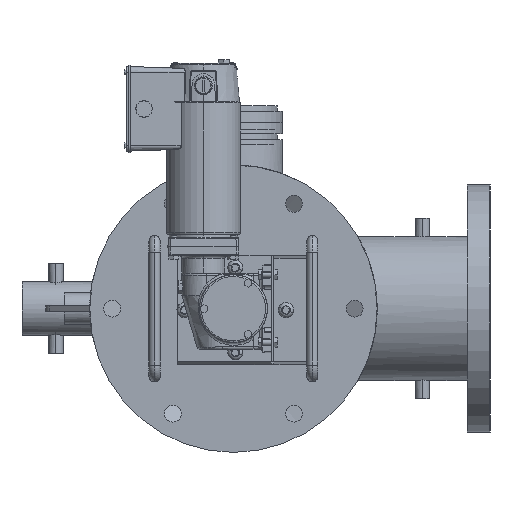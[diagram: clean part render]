
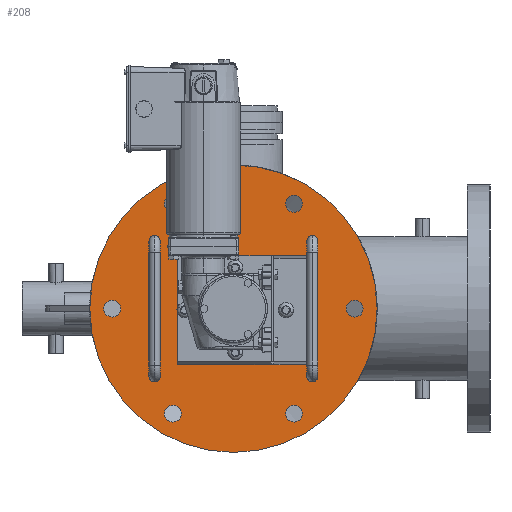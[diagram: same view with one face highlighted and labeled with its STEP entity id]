
A CAD part, left-side view. The second image highlights one B-rep face of the part: STEP entity #208.
In plain terms, the highlighted planar face has unit normal (-1, 0, 0).
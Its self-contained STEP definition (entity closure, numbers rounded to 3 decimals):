
#142 = ORIENTED_EDGE ( 'NONE', *, *, #26218, .F. ) ;
#157 = DIRECTION ( 'NONE',  ( -1., 0., 0. ) ) ;
#182 = FACE_BOUND ( 'NONE', #15120, .T. ) ;
#208 = ADVANCED_FACE ( 'NONE', ( #29249, #182, #10724, #6383, #19570, #20444, #5032 ), #21963, .F. ) ;
#345 = ORIENTED_EDGE ( 'NONE', *, *, #12203, .F. ) ;
#597 = CIRCLE ( 'NONE', #35745, 9.525 ) ;
#747 = VERTEX_POINT ( 'NONE', #6642 ) ;
#784 = EDGE_CURVE ( 'NONE', #27945, #18208, #597, .T. ) ;
#1112 = VERTEX_POINT ( 'NONE', #16174 ) ;
#1136 = EDGE_LOOP ( 'NONE', ( #31040, #33379 ) ) ;
#1238 = CARTESIAN_POINT ( 'NONE',  ( -25.4, 127., 0. ) ) ;
#1365 = DIRECTION ( 'NONE',  ( -1., 0., 0. ) ) ;
#1811 = CIRCLE ( 'NONE', #18692, 161.925 ) ;
#1950 = DIRECTION ( 'NONE',  ( -1., 0., 0. ) ) ;
#2540 = AXIS2_PLACEMENT_3D ( 'NONE', #9754, #32301, #35186 ) ;
#2609 = ORIENTED_EDGE ( 'NONE', *, *, #9757, .F. ) ;
#2620 = CARTESIAN_POINT ( 'NONE',  ( -25.4, 136.525, 0. ) ) ;
#3339 = CARTESIAN_POINT ( 'NONE',  ( -25.4, -136.525, 0. ) ) ;
#3607 = CARTESIAN_POINT ( 'NONE',  ( -25.4, 0., 0. ) ) ;
#3735 = VERTEX_POINT ( 'NONE', #7914 ) ;
#4064 = AXIS2_PLACEMENT_3D ( 'NONE', #24930, #36314, #8176 ) ;
#4213 = EDGE_CURVE ( 'NONE', #1112, #36033, #20431, .T. ) ;
#5032 = FACE_OUTER_BOUND ( 'NONE', #16962, .T. ) ;
#5192 = ORIENTED_EDGE ( 'NONE', *, *, #15735, .T. ) ;
#5323 = AXIS2_PLACEMENT_3D ( 'NONE', #34976, #17790, #31659 ) ;
#5444 = DIRECTION ( 'NONE',  ( -1., 0., 0. ) ) ;
#6383 = FACE_BOUND ( 'NONE', #31023, .T. ) ;
#6642 = CARTESIAN_POINT ( 'NONE',  ( -25.4, -58.737, 118.234 ) ) ;
#6890 = CIRCLE ( 'NONE', #32170, 9.525 ) ;
#6949 = CARTESIAN_POINT ( 'NONE',  ( -25.4, -77.788, -118.234 ) ) ;
#7914 = CARTESIAN_POINT ( 'NONE',  ( -25.4, 0., 161.925 ) ) ;
#7926 = DIRECTION ( 'NONE',  ( 0., -1., 0. ) ) ;
#8176 = DIRECTION ( 'NONE',  ( 0., 0., -1. ) ) ;
#8453 = ORIENTED_EDGE ( 'NONE', *, *, #14568, .F. ) ;
#8953 = CARTESIAN_POINT ( 'NONE',  ( -25.4, 68.263, 118.234 ) ) ;
#9007 = ORIENTED_EDGE ( 'NONE', *, *, #16618, .F. ) ;
#9538 = VERTEX_POINT ( 'NONE', #26735 ) ;
#9754 = CARTESIAN_POINT ( 'NONE',  ( -25.4, -68.263, -118.234 ) ) ;
#9757 = EDGE_CURVE ( 'NONE', #25669, #16117, #36005, .T. ) ;
#9865 = VERTEX_POINT ( 'NONE', #10402 ) ;
#10079 = CIRCLE ( 'NONE', #14158, 9.525 ) ;
#10097 = DIRECTION ( 'NONE',  ( 0., -1., 0. ) ) ;
#10402 = CARTESIAN_POINT ( 'NONE',  ( -25.4, -127., 0. ) ) ;
#10724 = FACE_BOUND ( 'NONE', #20122, .T. ) ;
#11305 = CIRCLE ( 'NONE', #35271, 9.525 ) ;
#11340 = EDGE_CURVE ( 'NONE', #9538, #3735, #34023, .T. ) ;
#11820 = CARTESIAN_POINT ( 'NONE',  ( -25.4, 136.525, 0. ) ) ;
#11845 = CIRCLE ( 'NONE', #28591, 9.525 ) ;
#12203 = EDGE_CURVE ( 'NONE', #747, #25284, #17555, .T. ) ;
#13613 = DIRECTION ( 'NONE',  ( -1., 0., 0. ) ) ;
#13892 = DIRECTION ( 'NONE',  ( 0., -1., 0. ) ) ;
#14158 = AXIS2_PLACEMENT_3D ( 'NONE', #11820, #17463, #25665 ) ;
#14199 = CARTESIAN_POINT ( 'NONE',  ( -25.4, -77.787, 118.234 ) ) ;
#14306 = ORIENTED_EDGE ( 'NONE', *, *, #25705, .F. ) ;
#14568 = EDGE_CURVE ( 'NONE', #36601, #33822, #6890, .T. ) ;
#15120 = EDGE_LOOP ( 'NONE', ( #9007, #34666 ) ) ;
#15142 = DIRECTION ( 'NONE',  ( -1., 0., 0. ) ) ;
#15471 = DIRECTION ( 'NONE',  ( 0., -1., 0. ) ) ;
#15565 = EDGE_CURVE ( 'NONE', #36033, #1112, #11305, .T. ) ;
#15735 = EDGE_CURVE ( 'NONE', #3735, #9538, #1811, .T. ) ;
#15821 = CARTESIAN_POINT ( 'NONE',  ( -25.4, 68.262, -118.234 ) ) ;
#16117 = VERTEX_POINT ( 'NONE', #6949 ) ;
#16174 = CARTESIAN_POINT ( 'NONE',  ( -25.4, 58.737, -118.234 ) ) ;
#16474 = EDGE_LOOP ( 'NONE', ( #19989, #2609 ) ) ;
#16618 = EDGE_CURVE ( 'NONE', #18208, #27945, #22927, .T. ) ;
#16928 = CARTESIAN_POINT ( 'NONE',  ( -25.4, 0., 0. ) ) ;
#16962 = EDGE_LOOP ( 'NONE', ( #5192, #21751 ) ) ;
#17463 = DIRECTION ( 'NONE',  ( -1., 0., 0. ) ) ;
#17555 = CIRCLE ( 'NONE', #29455, 9.525 ) ;
#17785 = ORIENTED_EDGE ( 'NONE', *, *, #24543, .F. ) ;
#17790 = DIRECTION ( 'NONE',  ( -1., 0., 0. ) ) ;
#18208 = VERTEX_POINT ( 'NONE', #26456 ) ;
#18692 = AXIS2_PLACEMENT_3D ( 'NONE', #16928, #13613, #36248 ) ;
#18809 = CARTESIAN_POINT ( 'NONE',  ( -25.4, -68.262, 118.234 ) ) ;
#19291 = EDGE_LOOP ( 'NONE', ( #23355, #8453 ) ) ;
#19570 = FACE_BOUND ( 'NONE', #16474, .T. ) ;
#19989 = ORIENTED_EDGE ( 'NONE', *, *, #28828, .F. ) ;
#20122 = EDGE_LOOP ( 'NONE', ( #17785, #345 ) ) ;
#20431 = CIRCLE ( 'NONE', #25434, 9.525 ) ;
#20444 = FACE_BOUND ( 'NONE', #1136, .T. ) ;
#21751 = ORIENTED_EDGE ( 'NONE', *, *, #11340, .T. ) ;
#21959 = AXIS2_PLACEMENT_3D ( 'NONE', #18809, #1950, #15471 ) ;
#21963 = PLANE ( 'NONE',  #4064 ) ;
#22166 = CARTESIAN_POINT ( 'NONE',  ( -25.4, -136.525, 0. ) ) ;
#22653 = DIRECTION ( 'NONE',  ( -1., 0., 0. ) ) ;
#22927 = CIRCLE ( 'NONE', #5323, 9.525 ) ;
#23355 = ORIENTED_EDGE ( 'NONE', *, *, #25756, .F. ) ;
#23885 = DIRECTION ( 'NONE',  ( 0., -1., 0. ) ) ;
#24007 = CARTESIAN_POINT ( 'NONE',  ( -25.4, -68.262, 118.234 ) ) ;
#24543 = EDGE_CURVE ( 'NONE', #25284, #747, #32356, .T. ) ;
#24801 = DIRECTION ( 'NONE',  ( -1., 0., 0. ) ) ;
#24930 = CARTESIAN_POINT ( 'NONE',  ( -25.4, 0., 0. ) ) ;
#25276 = CARTESIAN_POINT ( 'NONE',  ( -25.4, 146.05, 0. ) ) ;
#25284 = VERTEX_POINT ( 'NONE', #14199 ) ;
#25400 = DIRECTION ( 'NONE',  ( 0., -1., 0. ) ) ;
#25434 = AXIS2_PLACEMENT_3D ( 'NONE', #35525, #1365, #10097 ) ;
#25438 = CARTESIAN_POINT ( 'NONE',  ( -25.4, -58.738, -118.234 ) ) ;
#25665 = DIRECTION ( 'NONE',  ( 0., -1., 0. ) ) ;
#25669 = VERTEX_POINT ( 'NONE', #25438 ) ;
#25705 = EDGE_CURVE ( 'NONE', #9865, #28993, #11845, .T. ) ;
#25756 = EDGE_CURVE ( 'NONE', #33822, #36601, #10079, .T. ) ;
#26218 = EDGE_CURVE ( 'NONE', #28993, #9865, #28588, .T. ) ;
#26456 = CARTESIAN_POINT ( 'NONE',  ( -25.4, 58.738, 118.234 ) ) ;
#26735 = CARTESIAN_POINT ( 'NONE',  ( -25.4, 0., -161.925 ) ) ;
#27056 = DIRECTION ( 'NONE',  ( 0., -1., 0. ) ) ;
#27070 = AXIS2_PLACEMENT_3D ( 'NONE', #3607, #15142, #29000 ) ;
#27758 = CARTESIAN_POINT ( 'NONE',  ( -25.4, -146.05, 0. ) ) ;
#27945 = VERTEX_POINT ( 'NONE', #28740 ) ;
#28091 = CARTESIAN_POINT ( 'NONE',  ( -25.4, -68.263, -118.234 ) ) ;
#28588 = CIRCLE ( 'NONE', #35770, 9.525 ) ;
#28591 = AXIS2_PLACEMENT_3D ( 'NONE', #3339, #157, #28604 ) ;
#28604 = DIRECTION ( 'NONE',  ( 0., -1., 0. ) ) ;
#28710 = AXIS2_PLACEMENT_3D ( 'NONE', #28091, #5444, #25400 ) ;
#28740 = CARTESIAN_POINT ( 'NONE',  ( -25.4, 77.788, 118.234 ) ) ;
#28828 = EDGE_CURVE ( 'NONE', #16117, #25669, #34709, .T. ) ;
#28993 = VERTEX_POINT ( 'NONE', #27758 ) ;
#29000 = DIRECTION ( 'NONE',  ( 0., 0., 1. ) ) ;
#29249 = FACE_BOUND ( 'NONE', #19291, .T. ) ;
#29455 = AXIS2_PLACEMENT_3D ( 'NONE', #24007, #35123, #23885 ) ;
#30282 = DIRECTION ( 'NONE',  ( -1., 0., 0. ) ) ;
#31023 = EDGE_LOOP ( 'NONE', ( #142, #14306 ) ) ;
#31040 = ORIENTED_EDGE ( 'NONE', *, *, #4213, .F. ) ;
#31659 = DIRECTION ( 'NONE',  ( 0., -1., 0. ) ) ;
#32170 = AXIS2_PLACEMENT_3D ( 'NONE', #2620, #24801, #7926 ) ;
#32301 = DIRECTION ( 'NONE',  ( -1., 0., 0. ) ) ;
#32356 = CIRCLE ( 'NONE', #21959, 9.525 ) ;
#33379 = ORIENTED_EDGE ( 'NONE', *, *, #15565, .F. ) ;
#33724 = DIRECTION ( 'NONE',  ( 0., -1., 0. ) ) ;
#33822 = VERTEX_POINT ( 'NONE', #1238 ) ;
#34023 = CIRCLE ( 'NONE', #27070, 161.925 ) ;
#34488 = DIRECTION ( 'NONE',  ( -1., 0., 0. ) ) ;
#34666 = ORIENTED_EDGE ( 'NONE', *, *, #784, .F. ) ;
#34709 = CIRCLE ( 'NONE', #2540, 9.525 ) ;
#34976 = CARTESIAN_POINT ( 'NONE',  ( -25.4, 68.263, 118.234 ) ) ;
#35071 = CARTESIAN_POINT ( 'NONE',  ( -25.4, 77.787, -118.234 ) ) ;
#35123 = DIRECTION ( 'NONE',  ( -1., 0., 0. ) ) ;
#35186 = DIRECTION ( 'NONE',  ( 0., -1., 0. ) ) ;
#35271 = AXIS2_PLACEMENT_3D ( 'NONE', #15821, #30282, #27056 ) ;
#35525 = CARTESIAN_POINT ( 'NONE',  ( -25.4, 68.262, -118.234 ) ) ;
#35745 = AXIS2_PLACEMENT_3D ( 'NONE', #8953, #34488, #33724 ) ;
#35770 = AXIS2_PLACEMENT_3D ( 'NONE', #22166, #22653, #13892 ) ;
#36005 = CIRCLE ( 'NONE', #28710, 9.525 ) ;
#36033 = VERTEX_POINT ( 'NONE', #35071 ) ;
#36248 = DIRECTION ( 'NONE',  ( 0., 0., 1. ) ) ;
#36314 = DIRECTION ( 'NONE',  ( 1., 0., 0. ) ) ;
#36601 = VERTEX_POINT ( 'NONE', #25276 ) ;
